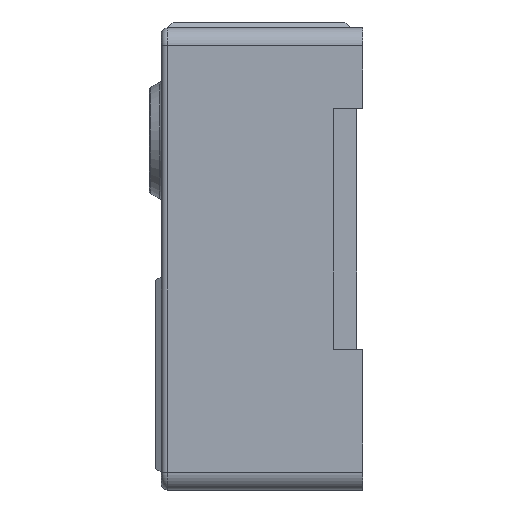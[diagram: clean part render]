
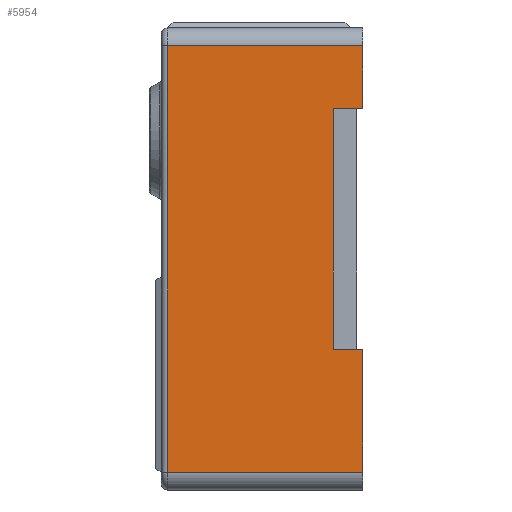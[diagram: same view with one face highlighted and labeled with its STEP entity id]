
A CAD part, left-side view. The second image highlights one B-rep face of the part: STEP entity #5954.
In plain terms, the highlighted planar face has unit normal (-1, 0, 0).
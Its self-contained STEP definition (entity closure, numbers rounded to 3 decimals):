
#75 = LINE ( 'NONE', #7211, #7931 ) ;
#88 = CARTESIAN_POINT ( 'NONE',  ( -13.25, 8.5, 9. ) ) ;
#175 = VERTEX_POINT ( 'NONE', #3427 ) ;
#590 = CARTESIAN_POINT ( 'NONE',  ( -13.25, 0., -9. ) ) ;
#826 = EDGE_CURVE ( 'NONE', #11437, #8831, #3238, .T. ) ;
#890 = ORIENTED_EDGE ( 'NONE', *, *, #10690, .F. ) ;
#1084 = VERTEX_POINT ( 'NONE', #1893 ) ;
#1492 = CARTESIAN_POINT ( 'NONE',  ( -13.25, 8.5, 9.75 ) ) ;
#1627 = CARTESIAN_POINT ( 'NONE',  ( -13.25, 0., 9. ) ) ;
#1788 = DIRECTION ( 'NONE',  ( 0., 1., 0. ) ) ;
#1856 = CARTESIAN_POINT ( 'NONE',  ( -13.25, 0., 9.75 ) ) ;
#1893 = CARTESIAN_POINT ( 'NONE',  ( -13.25, 1.25, 6.35 ) ) ;
#2146 = VECTOR ( 'NONE', #7377, 1000. ) ;
#2276 = ORIENTED_EDGE ( 'NONE', *, *, #9350, .T. ) ;
#2298 = DIRECTION ( 'NONE',  ( 0., -1., 0. ) ) ;
#2494 = PLANE ( 'NONE',  #7521 ) ;
#2553 = DIRECTION ( 'NONE',  ( 0., -1., 0. ) ) ;
#2612 = CARTESIAN_POINT ( 'NONE',  ( -13.25, 8.5, -9. ) ) ;
#2694 = VERTEX_POINT ( 'NONE', #10764 ) ;
#2845 = LINE ( 'NONE', #1856, #6504 ) ;
#3235 = DIRECTION ( 'NONE',  ( 1., 0., 0. ) ) ;
#3238 = LINE ( 'NONE', #2612, #7703 ) ;
#3427 = CARTESIAN_POINT ( 'NONE',  ( -13.25, 0., -3.81 ) ) ;
#3434 = ORIENTED_EDGE ( 'NONE', *, *, #7909, .T. ) ;
#3467 = EDGE_CURVE ( 'NONE', #8831, #175, #2845, .T. ) ;
#3604 = ORIENTED_EDGE ( 'NONE', *, *, #8729, .T. ) ;
#3732 = ORIENTED_EDGE ( 'NONE', *, *, #826, .T. ) ;
#3845 = CARTESIAN_POINT ( 'NONE',  ( -13.25, 0., 9.75 ) ) ;
#4244 = VECTOR ( 'NONE', #9001, 1000. ) ;
#4894 = VECTOR ( 'NONE', #8479, 1000. ) ;
#4912 = VECTOR ( 'NONE', #2298, 1000. ) ;
#5128 = CARTESIAN_POINT ( 'NONE',  ( -13.25, 0., 6.35 ) ) ;
#5164 = CARTESIAN_POINT ( 'NONE',  ( -13.25, 8.5, -3.81 ) ) ;
#5536 = CARTESIAN_POINT ( 'NONE',  ( -13.25, 8.25, 9. ) ) ;
#5791 = LINE ( 'NONE', #5164, #4894 ) ;
#5954 = ADVANCED_FACE ( 'NONE', ( #10444 ), #2494, .F. ) ;
#6066 = VECTOR ( 'NONE', #1788, 1000. ) ;
#6255 = EDGE_CURVE ( 'NONE', #1084, #8427, #10256, .T. ) ;
#6504 = VECTOR ( 'NONE', #8981, 1000. ) ;
#6741 = CARTESIAN_POINT ( 'NONE',  ( -13.25, 8.5, 6.35 ) ) ;
#6757 = DIRECTION ( 'NONE',  ( 0., 0., -1. ) ) ;
#7031 = CARTESIAN_POINT ( 'NONE',  ( -13.25, 1.25, 9.75 ) ) ;
#7094 = CARTESIAN_POINT ( 'NONE',  ( -13.25, 8.25, -9. ) ) ;
#7211 = CARTESIAN_POINT ( 'NONE',  ( -13.25, 8.25, 9.75 ) ) ;
#7377 = DIRECTION ( 'NONE',  ( 0., 0., 1. ) ) ;
#7521 = AXIS2_PLACEMENT_3D ( 'NONE', #1492, #3235, #6757 ) ;
#7703 = VECTOR ( 'NONE', #2553, 1000. ) ;
#7862 = ORIENTED_EDGE ( 'NONE', *, *, #9105, .T. ) ;
#7909 = EDGE_CURVE ( 'NONE', #175, #2694, #5791, .T. ) ;
#7931 = VECTOR ( 'NONE', #9677, 1000. ) ;
#8095 = LINE ( 'NONE', #88, #6066 ) ;
#8265 = VERTEX_POINT ( 'NONE', #5536 ) ;
#8427 = VERTEX_POINT ( 'NONE', #5128 ) ;
#8479 = DIRECTION ( 'NONE',  ( 0., 1., 0. ) ) ;
#8729 = EDGE_CURVE ( 'NONE', #8427, #10777, #10072, .T. ) ;
#8831 = VERTEX_POINT ( 'NONE', #590 ) ;
#8981 = DIRECTION ( 'NONE',  ( 0., 0., 1. ) ) ;
#9001 = DIRECTION ( 'NONE',  ( 0., 0., -1. ) ) ;
#9105 = EDGE_CURVE ( 'NONE', #10777, #8265, #8095, .T. ) ;
#9350 = EDGE_CURVE ( 'NONE', #8265, #11437, #75, .T. ) ;
#9677 = DIRECTION ( 'NONE',  ( 0., 0., -1. ) ) ;
#9759 = ORIENTED_EDGE ( 'NONE', *, *, #6255, .T. ) ;
#9889 = EDGE_LOOP ( 'NONE', ( #7862, #2276, #3732, #11069, #3434, #890, #9759, #3604 ) ) ;
#9890 = LINE ( 'NONE', #7031, #4244 ) ;
#10072 = LINE ( 'NONE', #3845, #2146 ) ;
#10256 = LINE ( 'NONE', #6741, #4912 ) ;
#10444 = FACE_OUTER_BOUND ( 'NONE', #9889, .T. ) ;
#10690 = EDGE_CURVE ( 'NONE', #1084, #2694, #9890, .T. ) ;
#10764 = CARTESIAN_POINT ( 'NONE',  ( -13.25, 1.25, -3.81 ) ) ;
#10777 = VERTEX_POINT ( 'NONE', #1627 ) ;
#11069 = ORIENTED_EDGE ( 'NONE', *, *, #3467, .T. ) ;
#11437 = VERTEX_POINT ( 'NONE', #7094 ) ;
